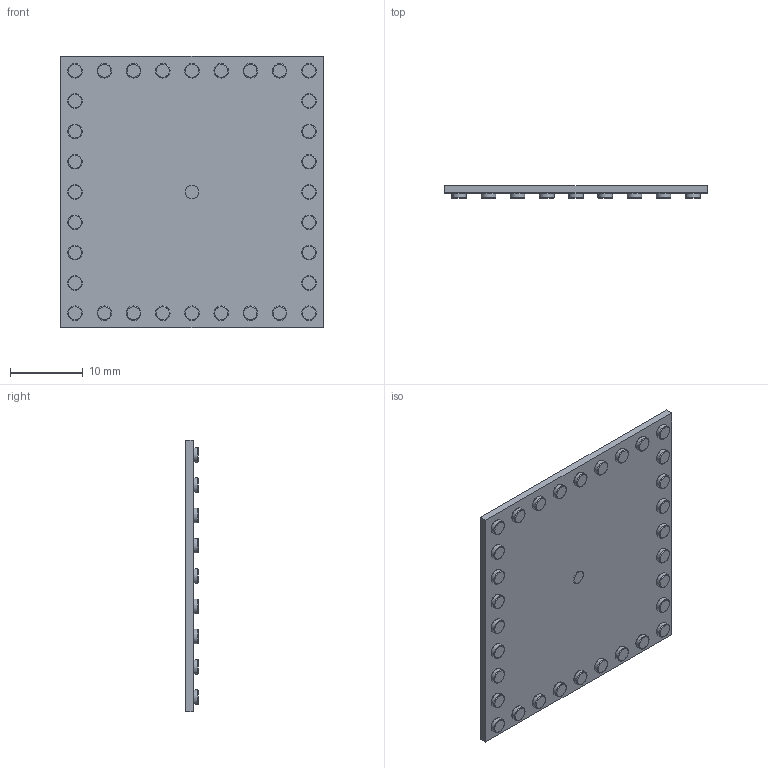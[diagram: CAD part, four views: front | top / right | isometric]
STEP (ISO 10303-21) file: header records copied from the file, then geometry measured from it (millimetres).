
FILE_DESCRIPTION(('TFLEX Exchange Step'),'2;1');
FILE_NAME(' бок 5.stp', '2022-03-31T12:12:41+03:00',('ilya'),('Unknown organisation'),'TFLEX Exchange 2022.0','T-FLEX CAD','Unknown authorisation');
FILE_SCHEMA( ('AUTOMOTIVE_DESIGN { 1 0 10303 214 1 1 1 1 }') );
Length unit declared in the file: millimetre
Products named in the file (2): норм заклепка; декор бок 5
Assembly tree (32 placements, depth 2):
  декор бок 5
    норм заклепка  x32
Bounding box: 36.09 x 1.7 x 37.28 mm (x, y, z)
Volume: 1416.8 mm3; surface area: 3171.3 mm2
Topology: 34 solids, 34 shells, 270 faces, 540 edges, 338 vertices
Faces by surface type: torus 132, plane 72, cylinder 66
Entity records: 879 total; most frequent: DIRECTION 136, CARTESIAN_POINT 93, PRODUCT_DEFINITION_SHAPE 65, AXIS2_PLACEMENT_3D 61, ORIENTED_EDGE 56, PRODUCT 33, PRODUCT_RELATED_PRODUCT_CATEGORY 33, PRODUCT_DEFINITION_FORMATION_WITH_SPECIFIED_SOURCE 33
